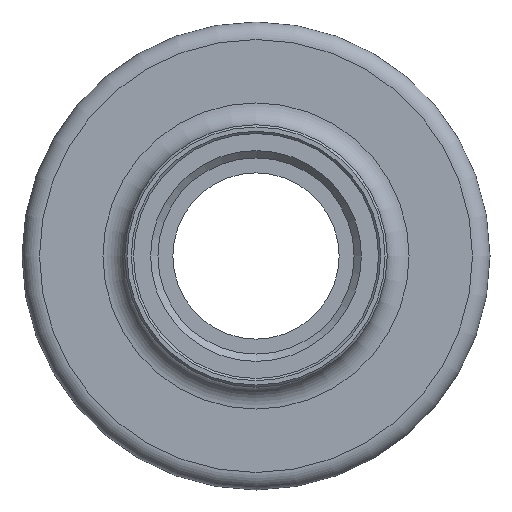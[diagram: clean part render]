
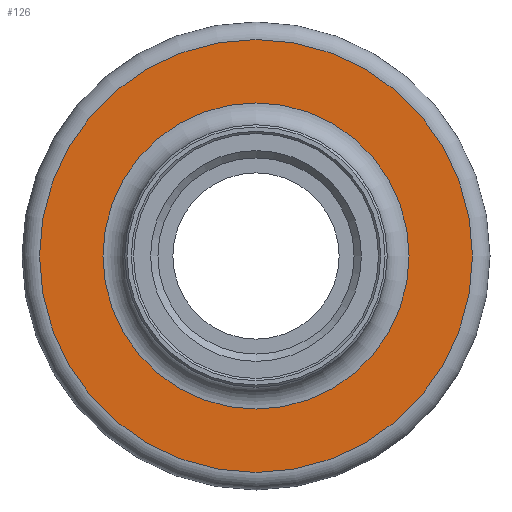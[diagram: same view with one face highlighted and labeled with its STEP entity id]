
A CAD part, left-side view. The second image highlights one B-rep face of the part: STEP entity #126.
In plain terms, the highlighted planar face has unit normal (-1, 0, 0).
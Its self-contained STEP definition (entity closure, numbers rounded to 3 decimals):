
#126=ADVANCED_FACE('',(#164,#165),#150,.F.);
#150=PLANE('',#405);
#164=FACE_BOUND('',#216,.T.);
#165=FACE_BOUND('',#217,.T.);
#216=EDGE_LOOP('',(#268));
#217=EDGE_LOOP('',(#269));
#268=ORIENTED_EDGE('',*,*,#346,.T.);
#269=ORIENTED_EDGE('',*,*,#347,.T.);
#320=VERTEX_POINT('',#571);
#321=VERTEX_POINT('',#573);
#346=EDGE_CURVE('',#320,#320,#372,.T.);
#347=EDGE_CURVE('',#321,#321,#373,.T.);
#372=CIRCLE('',#403,35.);
#373=CIRCLE('',#404,49.5);
#403=AXIS2_PLACEMENT_3D('',#570,#469,#470);
#404=AXIS2_PLACEMENT_3D('',#572,#471,#472);
#405=AXIS2_PLACEMENT_3D('',#574,#473,#474);
#469=DIRECTION('',(1.,0.,0.));
#470=DIRECTION('',(0.,0.,-1.));
#471=DIRECTION('',(-1.,0.,0.));
#472=DIRECTION('',(0.,0.,-1.));
#473=DIRECTION('',(1.,0.,0.));
#474=DIRECTION('',(0.,0.,-1.));
#570=CARTESIAN_POINT('',(-16.5,0.,0.));
#571=CARTESIAN_POINT('',(-16.5,0.,-35.));
#572=CARTESIAN_POINT('',(-16.5,0.,0.));
#573=CARTESIAN_POINT('',(-16.5,0.,-49.5));
#574=CARTESIAN_POINT('',(-16.5,30.,0.));
